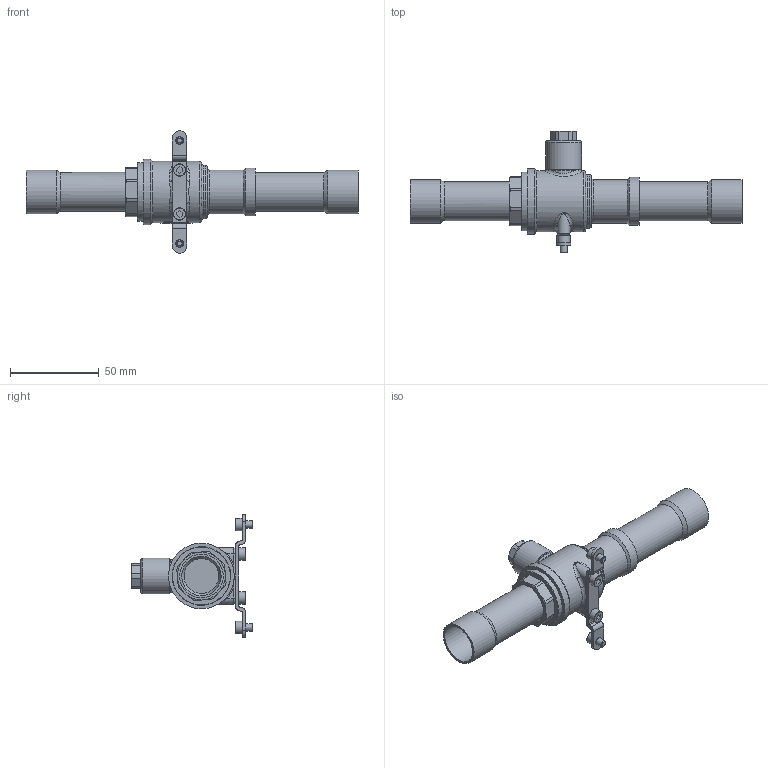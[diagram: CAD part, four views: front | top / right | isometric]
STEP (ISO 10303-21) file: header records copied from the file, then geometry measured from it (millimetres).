
FILE_DESCRIPTION(/* description */ (''),/* implementation_level */ '2;1');
FILE_NAME(/* name */ '009L7025R.stp',/* time_stamp */ '2022-08-24T10:53:24+03:00',/* author */ ('U403152'),/* organization */ (''),/* preprocessor_version */ 'ST-DEVELOPER v18.1',/* originating_system */ 'Autodesk Inventor 2020',/* authorisation */ '');
FILE_SCHEMA (('AUTOMOTIVE_DESIGN { 1 0 10303 214 3 1 1 }'));
Length unit declared in the file: millimetre
Products named in the file (1): Part1
Bounding box: 187 x 68.6 x 69 mm (x, y, z)
Volume: 58733 mm3; surface area: 32575.8 mm2
Topology: 1 solids, 8 shells, 501 faces, 1342 edges, 905 vertices
Faces by surface type: plane 191, bspline 164, cylinder 88, cone 36, torus 22
Full cylindrical faces by diameter (mm): 3.3 x2, 4 x4, 4.5 x4, 7 x4, 10.4 x1, 13.6 x1, 15 x1, 15.1 x1, 15.7 x1, 17.2 x1, 19.6 x2, 20.2 x1, 22 x2, 22.2 x2, 24.6 x3, 27 x1, 30 x1, 33 x1, 34.5 x1, 37 x1
Entity records: 26283 total; most frequent: CARTESIAN_POINT 14487, ORIENTED_EDGE 2678, DIRECTION 2079, EDGE_CURVE 1339, VERTEX_POINT 905, AXIS2_PLACEMENT_3D 764, EDGE_LOOP 558, LINE 551
